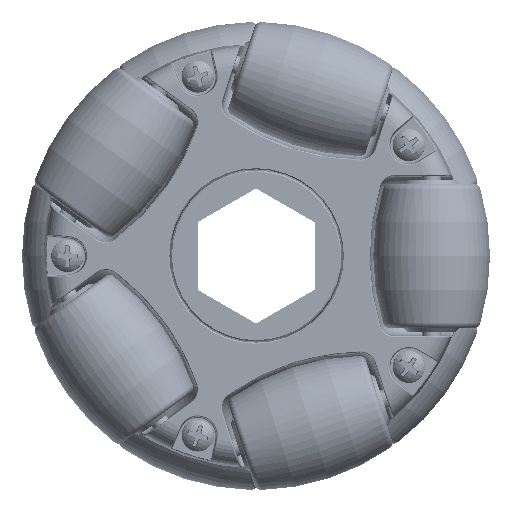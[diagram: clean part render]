
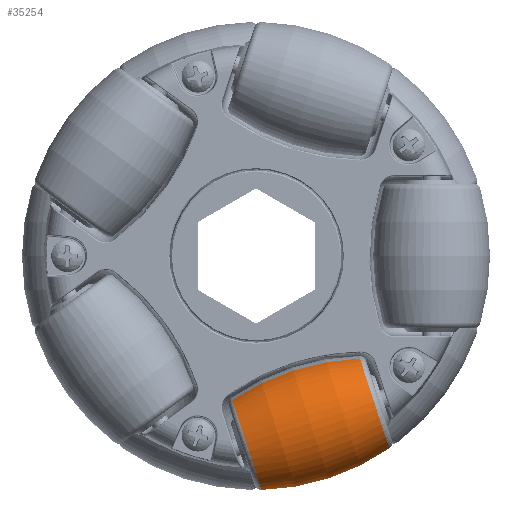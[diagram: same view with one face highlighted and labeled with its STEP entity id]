
A CAD part, left-side view. The second image highlights one B-rep face of the part: STEP entity #35254.
In plain terms, the highlighted toroidal (fillet/blend) face has major radius 19.05 mm and minor radius 25.4 mm.
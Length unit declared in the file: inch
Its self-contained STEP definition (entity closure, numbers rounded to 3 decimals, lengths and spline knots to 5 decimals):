
#22635 = ORIENTED_EDGE ( 'NONE', *, *, #184275, .T. ) ;
#31045 = CARTESIAN_POINT ( 'NONE',  ( -0.31888, -0.4438, -0.43802 ) ) ;
#35254 = ADVANCED_FACE ( 'NONE', ( #131363 ), #121566, .T. ) ;
#42528 = AXIS2_PLACEMENT_3D ( 'NONE', #100559, #133622, #162827 ) ;
#43205 = CARTESIAN_POINT ( 'NONE',  ( -0.18112, -0.01972, -0.98857 ) ) ;
#48937 = EDGE_CURVE ( 'NONE', #98208, #69210, #162142, .T. ) ;
#51034 = DIRECTION ( 'NONE',  ( -0.331, 0.292, 0.897 ) ) ;
#56357 = CARTESIAN_POINT ( 'NONE',  ( -0.25, -0.23176, -0.71329 ) ) ;
#58574 = AXIS2_PLACEMENT_3D ( 'NONE', #154308, #122179, #51034 ) ;
#69210 = VERTEX_POINT ( 'NONE', #43205 ) ;
#77977 = AXIS2_PLACEMENT_3D ( 'NONE', #56357, #145002, #190808 ) ;
#80705 = EDGE_LOOP ( 'NONE', ( #126987, #174024, #22635, #164724 ) ) ;
#90886 = CARTESIAN_POINT ( 'NONE',  ( -0.18112, -0.56511, -0.81136 ) ) ;
#91521 = DIRECTION ( 'NONE',  ( 0.331, -0.292, -0.897 ) ) ;
#92410 = CIRCLE ( 'NONE', #58574, 0.20801 ) ;
#96698 = EDGE_CURVE ( 'NONE', #98208, #122055, #188702, .T. ) ;
#98208 = VERTEX_POINT ( 'NONE', #124438 ) ;
#98263 = DIRECTION ( 'NONE',  ( -0.944, -0.102, -0.315 ) ) ;
#100559 = CARTESIAN_POINT ( 'NONE',  ( -0.00167, -0.45045, -1.38635 ) ) ;
#102279 = AXIS2_PLACEMENT_3D ( 'NONE', #112843, #98263, #157633 ) ;
#103098 = AXIS2_PLACEMENT_3D ( 'NONE', #180148, #106133, #91521 ) ;
#106133 = DIRECTION ( 'NONE',  ( 0., -0.951, 0.309 ) ) ;
#111446 = EDGE_CURVE ( 'NONE', #112982, #122055, #92410, .T. ) ;
#112843 = CARTESIAN_POINT ( 'NONE',  ( -0.49833, -0.01307, -0.04024 ) ) ;
#112982 = VERTEX_POINT ( 'NONE', #90886 ) ;
#121566 = TOROIDAL_SURFACE ( 'NONE', #77977, -0.75, 1. ) ;
#122055 = VERTEX_POINT ( 'NONE', #31045 ) ;
#122179 = DIRECTION ( 'NONE',  ( 0., 0.951, -0.309 ) ) ;
#124438 = CARTESIAN_POINT ( 'NONE',  ( -0.31888, 0.10158, -0.61522 ) ) ;
#126987 = ORIENTED_EDGE ( 'NONE', *, *, #96698, .F. ) ;
#131363 = FACE_OUTER_BOUND ( 'NONE', #80705, .T. ) ;
#133622 = DIRECTION ( 'NONE',  ( 0.944, 0.102, 0.315 ) ) ;
#145002 = DIRECTION ( 'NONE',  ( 0., -0.951, 0.309 ) ) ;
#154308 = CARTESIAN_POINT ( 'NONE',  ( -0.25, -0.50446, -0.62469 ) ) ;
#157633 = DIRECTION ( 'NONE',  ( -0.317, 0., 0.949 ) ) ;
#162142 = CIRCLE ( 'NONE', #103098, 0.20801 ) ;
#162827 = DIRECTION ( 'NONE',  ( 0.317, 0., -0.949 ) ) ;
#164724 = ORIENTED_EDGE ( 'NONE', *, *, #111446, .T. ) ;
#174024 = ORIENTED_EDGE ( 'NONE', *, *, #48937, .T. ) ;
#180148 = CARTESIAN_POINT ( 'NONE',  ( -0.25, 0.04093, -0.8019 ) ) ;
#184275 = EDGE_CURVE ( 'NONE', #69210, #112982, #186254, .T. ) ;
#186254 = CIRCLE ( 'NONE', #102279, 1. ) ;
#188702 = CIRCLE ( 'NONE', #42528, 1. ) ;
#190808 = DIRECTION ( 'NONE',  ( 0.331, -0.292, -0.897 ) ) ;
